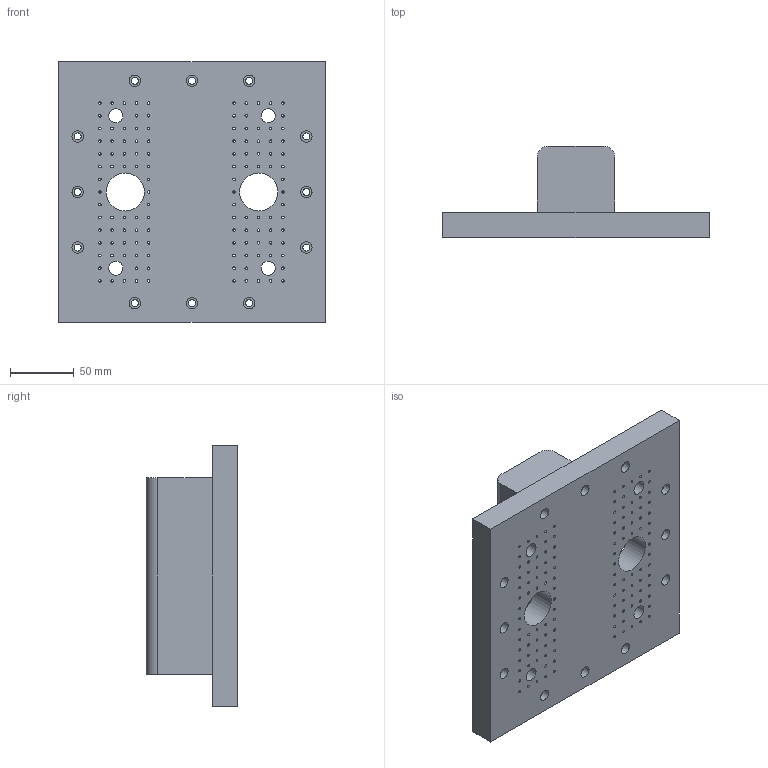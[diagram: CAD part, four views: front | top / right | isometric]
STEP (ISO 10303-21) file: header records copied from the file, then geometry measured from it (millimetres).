
FILE_DESCRIPTION(('FreeCAD Model'),'2;1');
FILE_NAME('Open CASCADE Shape Model','2025-03-02T11:09:31',(''),(''), 'Open CASCADE STEP processor 7.8','FreeCAD','Unknown');
FILE_SCHEMA(('AUTOMOTIVE_DESIGN { 1 0 10303 214 1 1 1 1 }'));
Length unit declared in the file: millimetre
Products named in the file (1): MoldBottom
Bounding box: 210 x 72 x 205 mm (x, y, z)
Volume: 1224702.9 mm3; surface area: 152204.3 mm2
Topology: 1 solids, 1 shells, 198 faces, 530 edges, 352 vertices
Faces by surface type: cylinder 160, plane 38
Full cylindrical faces by diameter (mm): 2 x124, 5.5 x12, 9 x12, 11 x4, 13 x4, 30 x2
Entity records: 14672 total; most frequent: CARTESIAN_POINT 3797, DIRECTION 2032, ORIENTED_EDGE 1060, PCURVE 1060, DEFINITIONAL_REPRESENTATION 1060, LINE 950, VECTOR 950, EDGE_CURVE 530
